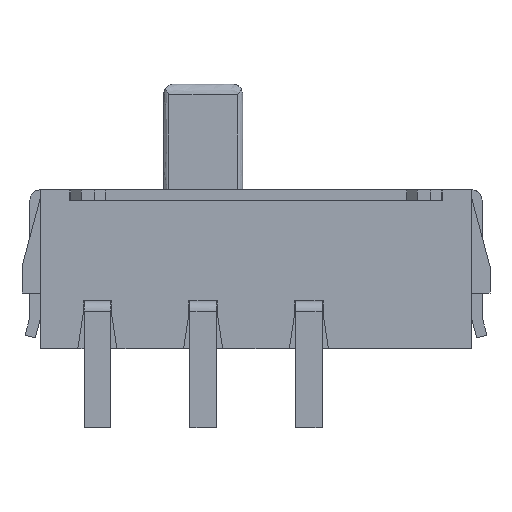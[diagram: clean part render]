
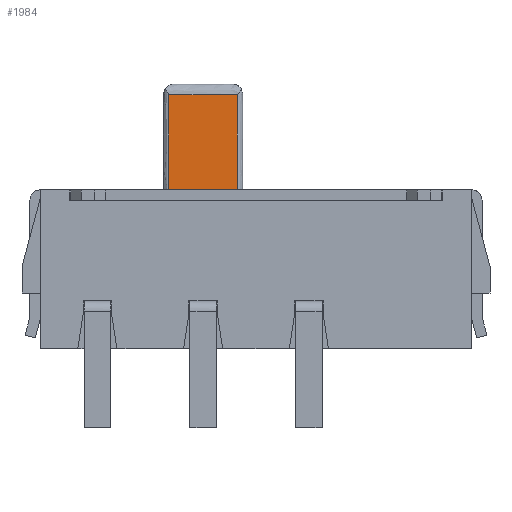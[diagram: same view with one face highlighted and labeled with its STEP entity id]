
A CAD part, front view. The second image highlights one B-rep face of the part: STEP entity #1984.
In plain terms, the highlighted planar face has unit normal (0, -1, 0).
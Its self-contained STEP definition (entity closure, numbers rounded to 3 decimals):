
#6 = B_SPLINE_CURVE_WITH_KNOTS ( 'NONE', 1,
 ( #2375, #4886 ),
 .UNSPECIFIED., .F., .F.,
 ( 2, 2 ),
 ( 0., 1. ),
 .UNSPECIFIED. ) ;
#148 = ORIENTED_EDGE ( 'NONE', *, *, #1239, .T. ) ;
#653 = FACE_OUTER_BOUND ( 'NONE', #2820, .T. ) ;
#692 = CARTESIAN_POINT ( 'NONE',  ( -1.65, -0.3, 1.8 ) ) ;
#1138 = ORIENTED_EDGE ( 'NONE', *, *, #1175, .F. ) ;
#1175 = EDGE_CURVE ( 'NONE', #7452, #3117, #6, .T. ) ;
#1239 = EDGE_CURVE ( 'NONE', #6591, #3117, #2551, .T. ) ;
#1241 = CARTESIAN_POINT ( 'NONE',  ( -0.35, -0.3, -0.2 ) ) ;
#1589 = ORIENTED_EDGE ( 'NONE', *, *, #4453, .T. ) ;
#1707 = ORIENTED_EDGE ( 'NONE', *, *, #7915, .F. ) ;
#1779 = CARTESIAN_POINT ( 'NONE',  ( -0.783, -0.3, -0.2 ) ) ;
#1857 = CARTESIAN_POINT ( 'NONE',  ( -1.65, -0.3, -0.2 ) ) ;
#1897 = CARTESIAN_POINT ( 'NONE',  ( -0.35, -0.3, 1.8 ) ) ;
#1984 = ADVANCED_FACE ( 'NONE', ( #653 ), #3293, .T. ) ;
#2375 = CARTESIAN_POINT ( 'NONE',  ( -1.65, -0.3, -0.2 ) ) ;
#2398 = CARTESIAN_POINT ( 'NONE',  ( -1.217, -0.3, -0.2 ) ) ;
#2551 = B_SPLINE_CURVE_WITH_KNOTS ( 'NONE', 3,
 ( #7436, #7559, #4353, #8053 ),
 .UNSPECIFIED., .F., .F.,
 ( 4, 4 ),
 ( 0., 1. ),
 .UNSPECIFIED. ) ;
#2608 = CARTESIAN_POINT ( 'NONE',  ( -0.35, -0.3, -0.2 ) ) ;
#2820 = EDGE_LOOP ( 'NONE', ( #148, #1138, #1707, #1589 ) ) ;
#2905 = B_SPLINE_CURVE_WITH_KNOTS ( 'NONE', 3,
 ( #3204, #5699, #5177, #7653 ),
 .UNSPECIFIED., .F., .F.,
 ( 4, 4 ),
 ( 0., 1. ),
 .UNSPECIFIED. ) ;
#2962 = CARTESIAN_POINT ( 'NONE',  ( -1.65, -0.3, 1.8 ) ) ;
#3117 = VERTEX_POINT ( 'NONE', #2962 ) ;
#3204 = CARTESIAN_POINT ( 'NONE',  ( -0.35, -0.3, -0.2 ) ) ;
#3210 = DIRECTION ( 'NONE',  ( 0., -1., 0. ) ) ;
#3293 = PLANE ( 'NONE',  #7123 ) ;
#4353 = CARTESIAN_POINT ( 'NONE',  ( -1.217, -0.3, 1.8 ) ) ;
#4453 = EDGE_CURVE ( 'NONE', #4801, #6591, #2905, .T. ) ;
#4801 = VERTEX_POINT ( 'NONE', #2608 ) ;
#4886 = CARTESIAN_POINT ( 'NONE',  ( -1.65, -0.3, 1.8 ) ) ;
#5177 = CARTESIAN_POINT ( 'NONE',  ( -0.35, -0.3, 1.133 ) ) ;
#5699 = CARTESIAN_POINT ( 'NONE',  ( -0.35, -0.3, 0.467 ) ) ;
#5705 = DIRECTION ( 'NONE',  ( 0., 0., -1. ) ) ;
#6549 = CARTESIAN_POINT ( 'NONE',  ( -1.65, -0.3, -0.2 ) ) ;
#6591 = VERTEX_POINT ( 'NONE', #1897 ) ;
#6740 = B_SPLINE_CURVE_WITH_KNOTS ( 'NONE', 3,
 ( #1241, #1779, #2398, #1857 ),
 .UNSPECIFIED., .F., .F.,
 ( 4, 4 ),
 ( 0., 1. ),
 .UNSPECIFIED. ) ;
#7123 = AXIS2_PLACEMENT_3D ( 'NONE', #692, #3210, #5705 ) ;
#7436 = CARTESIAN_POINT ( 'NONE',  ( -0.35, -0.3, 1.8 ) ) ;
#7452 = VERTEX_POINT ( 'NONE', #6549 ) ;
#7559 = CARTESIAN_POINT ( 'NONE',  ( -0.783, -0.3, 1.8 ) ) ;
#7653 = CARTESIAN_POINT ( 'NONE',  ( -0.35, -0.3, 1.8 ) ) ;
#7915 = EDGE_CURVE ( 'NONE', #4801, #7452, #6740, .T. ) ;
#8053 = CARTESIAN_POINT ( 'NONE',  ( -1.65, -0.3, 1.8 ) ) ;
